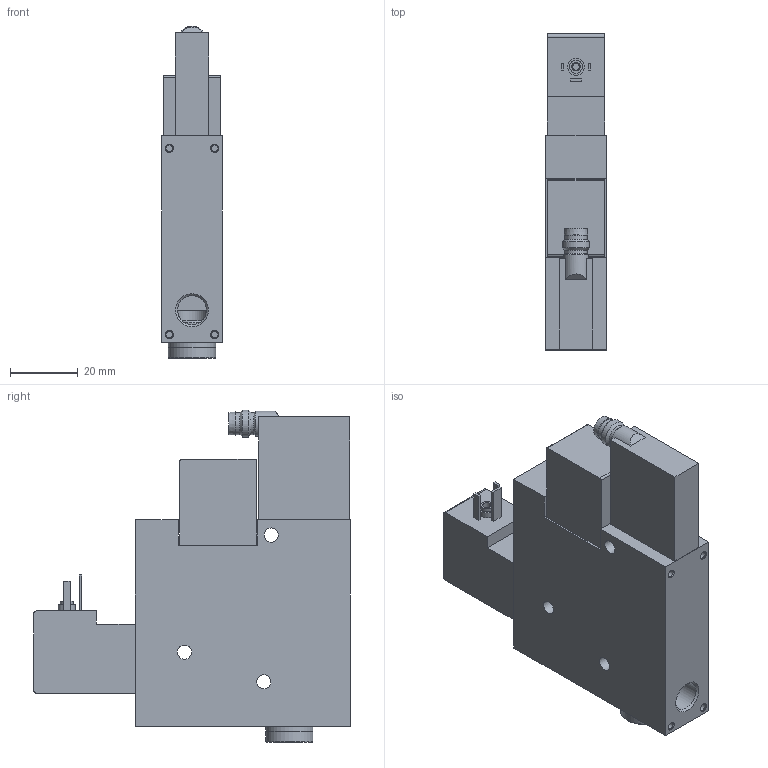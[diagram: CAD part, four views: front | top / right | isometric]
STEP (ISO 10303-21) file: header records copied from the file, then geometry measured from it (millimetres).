
FILE_DESCRIPTION(/* description */ ('STEP AP214'),/* implementation_level */ '2;1');
FILE_NAME(/* name */ '162517_VADM-95-N',/* time_stamp */ '2024-09-16T06:23:40+02:00',/* author */ ('License CC BY-ND 4.0'),/* organization */ ('CADENAS'),/* preprocessor_version */ 'ST-DEVELOPER v19.3',/* originating_system */ 'PARTsolutions',/* authorisation */ ' ');
FILE_SCHEMA (('TECHNICAL_DATA_PACKAGING','AP242_MANAGED_MODEL_BASED_3D_ENGINEERING_MIM_LF { 1 0 10303 442 3 1 4 }','AUTOMOTIVE_DESIGN {1 0 10303 214 3 1 1}'));
Length unit declared in the file: millimetre
Products named in the file (3): 162517 VADM-95-N---(0); 162517 VADM-95-N---(0_p); 3568 B-1/8
Assembly tree (2 placements, depth 2):
  162517 VADM-95-N---(0)
    162517 VADM-95-N---(0_p)
    3568 B-1/8
Bounding box: 18 x 93.4 x 98 mm (x, y, z)
Volume: 94613.1 mm3; surface area: 22028.5 mm2
Topology: 2 solids, 2 shells, 122 faces, 257 edges, 164 vertices
Faces by surface type: plane 73, cylinder 32, cone 16, torus 1
Full cylindrical faces by diameter (mm): 1 x4, 2.013 x5, 2.5 x1, 3.8 x1, 4.2 x3, 5 x1, 5.5 x1, 6.5 x3, 7.4 x1, 8 x1, 8.566 x3, 9.728 x1, 12.6 x1, 14 x2
Entity records: 3805 total; most frequent: DIRECTION 533, CARTESIAN_POINT 519, ORIENTED_EDGE 418, EDGE_CURVE 209, AXIS2_PLACEMENT_3D 205, EDGE_LOOP 200, FACE_BOUND 200, VERTEX_POINT 161
